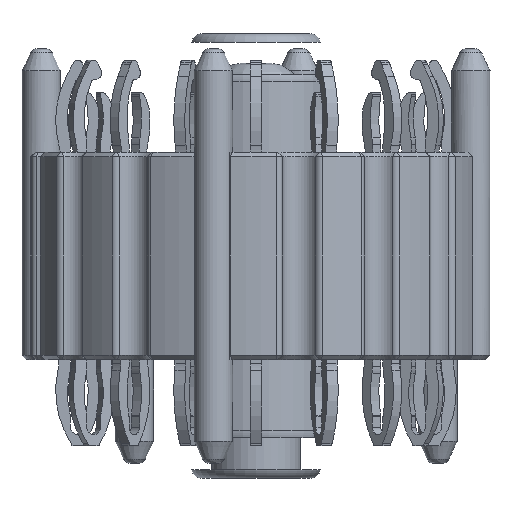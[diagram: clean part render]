
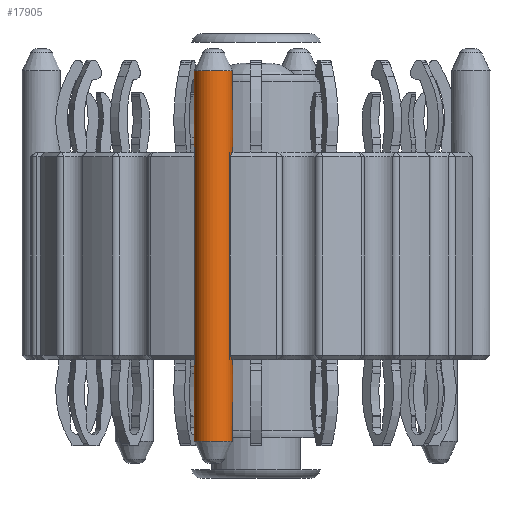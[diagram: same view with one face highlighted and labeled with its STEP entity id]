
A CAD part, left-side view. The second image highlights one B-rep face of the part: STEP entity #17905.
In plain terms, the highlighted cylindrical face has radius 0.65 mm (diameter 1.3 mm), a full revolution.
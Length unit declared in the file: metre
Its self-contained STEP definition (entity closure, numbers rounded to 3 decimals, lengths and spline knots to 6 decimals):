
#153=B_SPLINE_CURVE_WITH_KNOTS('',3,(#30641,#30642,#30643,#30644),
 .UNSPECIFIED.,.F.,.F.,(4,4),(-0.463524,-0.443249),
 .UNSPECIFIED.);
#154=B_SPLINE_CURVE_WITH_KNOTS('',3,(#30647,#30648,#30649,#30650),
 .UNSPECIFIED.,.F.,.F.,(4,4),(-0.033604,-0.013329),
 .UNSPECIFIED.);
#155=B_SPLINE_CURVE_WITH_KNOTS('',3,(#30655,#30656,#30657,#30658),
 .UNSPECIFIED.,.F.,.F.,(4,4),(-0.238256,-0.217981),
 .UNSPECIFIED.);
#156=B_SPLINE_CURVE_WITH_KNOTS('',3,(#30662,#30663,#30664,#30665),
 .UNSPECIFIED.,.F.,.F.,(4,4),(-0.258871,-0.238596),
 .UNSPECIFIED.);
#620=CYLINDRICAL_SURFACE('',#19867,0.00065);
#2023=LINE('',#30637,#3523);
#2024=LINE('',#30646,#3524);
#2025=LINE('',#30652,#3525);
#2026=LINE('',#30660,#3526);
#3523=VECTOR('',#25023,0.00065);
#3524=VECTOR('',#25026,1.);
#3525=VECTOR('',#25027,0.00065);
#3526=VECTOR('',#25030,1.);
#4509=FACE_OUTER_BOUND('',#5517,.T.);
#5517=EDGE_LOOP('',(#15691,#15692,#15693,#15694,#15695,#15696,#15697,#15698,
#15699,#15700,#15701,#15702,#15703,#15704,#15705,#15706,#15707));
#5786=CIRCLE('',#18154,0.00065);
#5787=CIRCLE('',#18155,0.00065);
#6740=CIRCLE('',#19868,0.00065);
#6741=CIRCLE('',#19869,0.00065);
#6742=CIRCLE('',#19870,0.00065);
#6743=CIRCLE('',#19871,0.00065);
#6744=CIRCLE('',#19872,0.00065);
#6957=VERTEX_POINT('',#26100);
#6958=VERTEX_POINT('',#26102);
#6959=VERTEX_POINT('',#26104);
#8468=VERTEX_POINT('',#30632);
#8469=VERTEX_POINT('',#30633);
#8470=VERTEX_POINT('',#30636);
#8471=VERTEX_POINT('',#30638);
#8472=VERTEX_POINT('',#30640);
#8473=VERTEX_POINT('',#30645);
#8474=VERTEX_POINT('',#30651);
#8475=VERTEX_POINT('',#30654);
#8476=VERTEX_POINT('',#30659);
#8477=VERTEX_POINT('',#30661);
#8722=EDGE_CURVE('',#6957,#6958,#5786,.F.);
#8723=EDGE_CURVE('',#6958,#6959,#5787,.F.);
#10958=EDGE_CURVE('',#8468,#8469,#6740,.T.);
#10959=EDGE_CURVE('',#8469,#8468,#6741,.T.);
#10960=EDGE_CURVE('',#8469,#8470,#2023,.T.);
#10961=EDGE_CURVE('',#8471,#8470,#6742,.F.);
#10962=EDGE_CURVE('',#8471,#8472,#153,.T.);
#10963=EDGE_CURVE('',#8473,#8472,#2024,.F.);
#10964=EDGE_CURVE('',#8473,#6959,#154,.T.);
#10965=EDGE_CURVE('',#6958,#8474,#2025,.T.);
#10966=EDGE_CURVE('',#8474,#8474,#6743,.T.);
#10967=EDGE_CURVE('',#6957,#8475,#155,.T.);
#10968=EDGE_CURVE('',#8476,#8475,#2026,.T.);
#10969=EDGE_CURVE('',#8476,#8477,#156,.T.);
#10970=EDGE_CURVE('',#8470,#8477,#6744,.F.);
#15691=ORIENTED_EDGE('',*,*,#10958,.F.);
#15692=ORIENTED_EDGE('',*,*,#10959,.F.);
#15693=ORIENTED_EDGE('',*,*,#10960,.T.);
#15694=ORIENTED_EDGE('',*,*,#10961,.F.);
#15695=ORIENTED_EDGE('',*,*,#10962,.T.);
#15696=ORIENTED_EDGE('',*,*,#10963,.F.);
#15697=ORIENTED_EDGE('',*,*,#10964,.T.);
#15698=ORIENTED_EDGE('',*,*,#8723,.F.);
#15699=ORIENTED_EDGE('',*,*,#10965,.T.);
#15700=ORIENTED_EDGE('',*,*,#10966,.F.);
#15701=ORIENTED_EDGE('',*,*,#10965,.F.);
#15702=ORIENTED_EDGE('',*,*,#8722,.F.);
#15703=ORIENTED_EDGE('',*,*,#10967,.T.);
#15704=ORIENTED_EDGE('',*,*,#10968,.F.);
#15705=ORIENTED_EDGE('',*,*,#10969,.T.);
#15706=ORIENTED_EDGE('',*,*,#10970,.F.);
#15707=ORIENTED_EDGE('',*,*,#10960,.F.);
#17905=ADVANCED_FACE('',(#4509),#620,.T.);
#18154=AXIS2_PLACEMENT_3D('',#26103,#20317,#20318);
#18155=AXIS2_PLACEMENT_3D('',#26105,#20319,#20320);
#19867=AXIS2_PLACEMENT_3D('',#30631,#25017,#25018);
#19868=AXIS2_PLACEMENT_3D('',#30634,#25019,#25020);
#19869=AXIS2_PLACEMENT_3D('',#30635,#25021,#25022);
#19870=AXIS2_PLACEMENT_3D('',#30639,#25024,#25025);
#19871=AXIS2_PLACEMENT_3D('',#30653,#25028,#25029);
#19872=AXIS2_PLACEMENT_3D('',#30666,#25031,#25032);
#20317=DIRECTION('center_axis',(0.,0.,-1.));
#20318=DIRECTION('ref_axis',(0.,1.,0.));
#20319=DIRECTION('center_axis',(0.,0.,-1.));
#20320=DIRECTION('ref_axis',(0.,1.,0.));
#25017=DIRECTION('center_axis',(0.,0.,1.));
#25018=DIRECTION('ref_axis',(-1.,0.,0.));
#25019=DIRECTION('center_axis',(0.,0.,1.));
#25020=DIRECTION('ref_axis',(-1.,0.,0.));
#25021=DIRECTION('center_axis',(0.,0.,1.));
#25022=DIRECTION('ref_axis',(-1.,0.,0.));
#25023=DIRECTION('',(0.,0.,-1.));
#25024=DIRECTION('center_axis',(0.,0.,1.));
#25025=DIRECTION('ref_axis',(0.,-1.,0.));
#25026=DIRECTION('',(0.,0.,-1.));
#25027=DIRECTION('',(0.,0.,-1.));
#25028=DIRECTION('center_axis',(0.,0.,-1.));
#25029=DIRECTION('ref_axis',(-1.,0.,0.));
#25030=DIRECTION('',(0.,0.,-1.));
#25031=DIRECTION('center_axis',(0.,0.,1.));
#25032=DIRECTION('ref_axis',(0.,-1.,0.));
#26100=CARTESIAN_POINT('',(0.017594,0.025812,-0.005));
#26102=CARTESIAN_POINT('',(0.01841,0.02644,-0.005));
#26103=CARTESIAN_POINT('Origin',(0.01776,0.02644,
-0.005));
#26104=CARTESIAN_POINT('',(0.017847,0.027084,-0.005));
#26105=CARTESIAN_POINT('Origin',(0.01776,0.02644,
-0.005));
#30631=CARTESIAN_POINT('Origin',(0.01776,0.02644,
-0.00775));
#30632=CARTESIAN_POINT('',(0.01711,0.02644,0.00475));
#30633=CARTESIAN_POINT('',(0.01841,0.02644,0.00475));
#30634=CARTESIAN_POINT('Origin',(0.01776,0.02644,
0.00475));
#30635=CARTESIAN_POINT('Origin',(0.01776,0.02644,
0.00475));
#30636=CARTESIAN_POINT('',(0.01841,0.02644,0.002));
#30637=CARTESIAN_POINT('',(0.01841,0.02644,-0.00775));
#30638=CARTESIAN_POINT('',(0.017847,0.027084,0.002));
#30639=CARTESIAN_POINT('Origin',(0.01776,0.02644,
0.002));
#30640=CARTESIAN_POINT('',(0.017692,0.027087,0.00185));
#30641=CARTESIAN_POINT('Ctrl Pts',(0.017847,0.027084,
0.002));
#30642=CARTESIAN_POINT('Ctrl Pts',(0.017797,0.027091,
0.00195));
#30643=CARTESIAN_POINT('Ctrl Pts',(0.017745,0.027092,
0.001899));
#30644=CARTESIAN_POINT('Ctrl Pts',(0.017692,0.027087,
0.00185));
#30645=CARTESIAN_POINT('',(0.017692,0.027087,-0.00485));
#30646=CARTESIAN_POINT('',(0.017692,0.027087,-0.0015));
#30647=CARTESIAN_POINT('Ctrl Pts',(0.017692,0.027087,
-0.00485));
#30648=CARTESIAN_POINT('Ctrl Pts',(0.017745,0.027092,
-0.004899));
#30649=CARTESIAN_POINT('Ctrl Pts',(0.017797,0.027091,
-0.00495));
#30650=CARTESIAN_POINT('Ctrl Pts',(0.017847,0.027084,
-0.005));
#30651=CARTESIAN_POINT('',(0.01841,0.02644,-0.00775));
#30652=CARTESIAN_POINT('',(0.01841,0.02644,-0.00775));
#30653=CARTESIAN_POINT('Origin',(0.01776,0.02644,
-0.00775));
#30654=CARTESIAN_POINT('',(0.01745,0.025869,-0.00485));
#30655=CARTESIAN_POINT('Ctrl Pts',(0.017594,0.025812,
-0.005));
#30656=CARTESIAN_POINT('Ctrl Pts',(0.017546,0.025824,
-0.00495));
#30657=CARTESIAN_POINT('Ctrl Pts',(0.017497,0.025843,
-0.004899));
#30658=CARTESIAN_POINT('Ctrl Pts',(0.01745,0.025869,
-0.00485));
#30659=CARTESIAN_POINT('',(0.01745,0.025869,0.00185));
#30660=CARTESIAN_POINT('',(0.01745,0.025869,-0.0015));
#30661=CARTESIAN_POINT('',(0.017594,0.025812,0.002));
#30662=CARTESIAN_POINT('Ctrl Pts',(0.01745,0.025869,
0.00185));
#30663=CARTESIAN_POINT('Ctrl Pts',(0.017497,0.025843,
0.001899));
#30664=CARTESIAN_POINT('Ctrl Pts',(0.017546,0.025824,
0.00195));
#30665=CARTESIAN_POINT('Ctrl Pts',(0.017594,0.025812,
0.002));
#30666=CARTESIAN_POINT('Origin',(0.01776,0.02644,
0.002));
